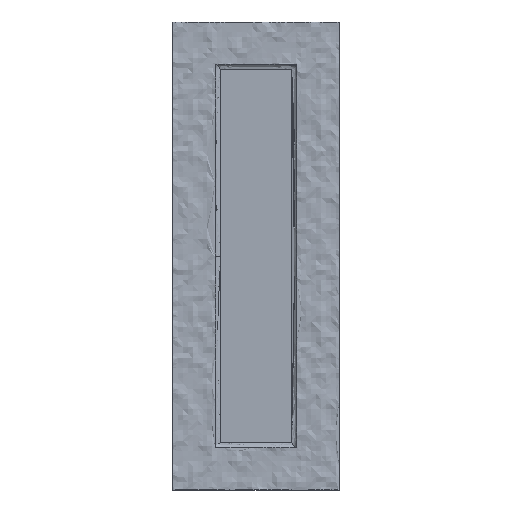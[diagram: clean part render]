
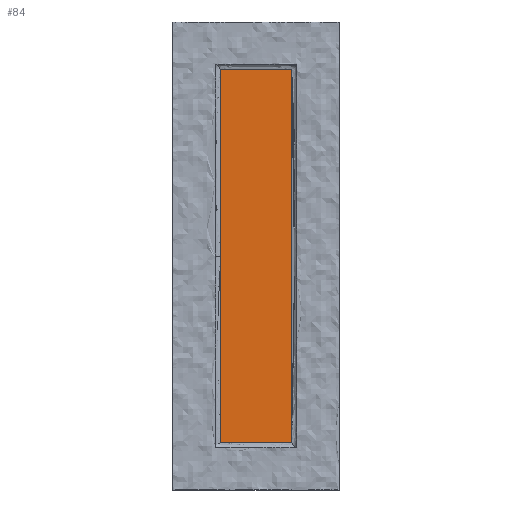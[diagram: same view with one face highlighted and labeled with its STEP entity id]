
A CAD part, top view. The second image highlights one B-rep face of the part: STEP entity #84.
In plain terms, the highlighted planar face has unit normal (0, 0, 1).
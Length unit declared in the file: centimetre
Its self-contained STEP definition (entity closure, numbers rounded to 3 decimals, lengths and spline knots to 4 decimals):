
#84=ADVANCED_FACE($,(#138),#607,.T.);
#138=FACE_OUTER_BOUND($,#192,.T.);
#192=EDGE_LOOP($,(#392,#393,#394,#395));
#392=ORIENTED_EDGE($,*,*,#504,.T.);
#393=ORIENTED_EDGE($,*,*,#510,.T.);
#394=ORIENTED_EDGE($,*,*,#509,.T.);
#395=ORIENTED_EDGE($,*,*,#508,.T.);
#504=EDGE_CURVE($,#579,#585,#702,.T.);
#508=EDGE_CURVE($,#583,#579,#706,.T.);
#509=EDGE_CURVE($,#584,#583,#707,.T.);
#510=EDGE_CURVE($,#585,#584,#708,.T.);
#579=VERTEX_POINT($,#19245);
#583=VERTEX_POINT($,#19249);
#584=VERTEX_POINT($,#19250);
#585=VERTEX_POINT($,#19251);
#607=PLANE($,#821);
#702=B_SPLINE_CURVE_WITH_KNOTS($,1,(#19218,#19219),.UNSPECIFIED.,.F.,.F.,
(2,2),(0.,30.5),.UNSPECIFIED.);
#706=B_SPLINE_CURVE_WITH_KNOTS($,1,(#19226,#19227),.UNSPECIFIED.,.F.,.F.,
(2,2),(220.5,380.),.UNSPECIFIED.);
#707=B_SPLINE_CURVE_WITH_KNOTS($,1,(#19228,#19229),.UNSPECIFIED.,.F.,.F.,
(2,2),(190.,220.5),.UNSPECIFIED.);
#708=B_SPLINE_CURVE_WITH_KNOTS($,1,(#19230,#19231),.UNSPECIFIED.,.F.,.F.,
(2,2),(30.5,190.),.UNSPECIFIED.);
#821=AXIS2_PLACEMENT_3D($,#19240,#849,$);
#849=DIRECTION($,(0.,0.,1.));
#19218=CARTESIAN_POINT($,(20.256,20.2534,1.1899));
#19219=CARTESIAN_POINT($,(50.756,20.2534,1.1899));
#19226=CARTESIAN_POINT($,(20.256,179.7534,1.1899));
#19227=CARTESIAN_POINT($,(20.256,20.2534,1.1899));
#19228=CARTESIAN_POINT($,(50.756,179.7534,1.1899));
#19229=CARTESIAN_POINT($,(20.256,179.7534,1.1899));
#19230=CARTESIAN_POINT($,(50.756,20.2534,1.1899));
#19231=CARTESIAN_POINT($,(50.756,179.7534,1.1899));
#19240=CARTESIAN_POINT($,(20.256,20.2534,1.1899));
#19245=CARTESIAN_POINT($,(20.256,20.2534,1.1899));
#19249=CARTESIAN_POINT($,(20.256,179.7534,1.1899));
#19250=CARTESIAN_POINT($,(50.756,179.7534,1.1899));
#19251=CARTESIAN_POINT($,(50.756,20.2534,1.1899));
